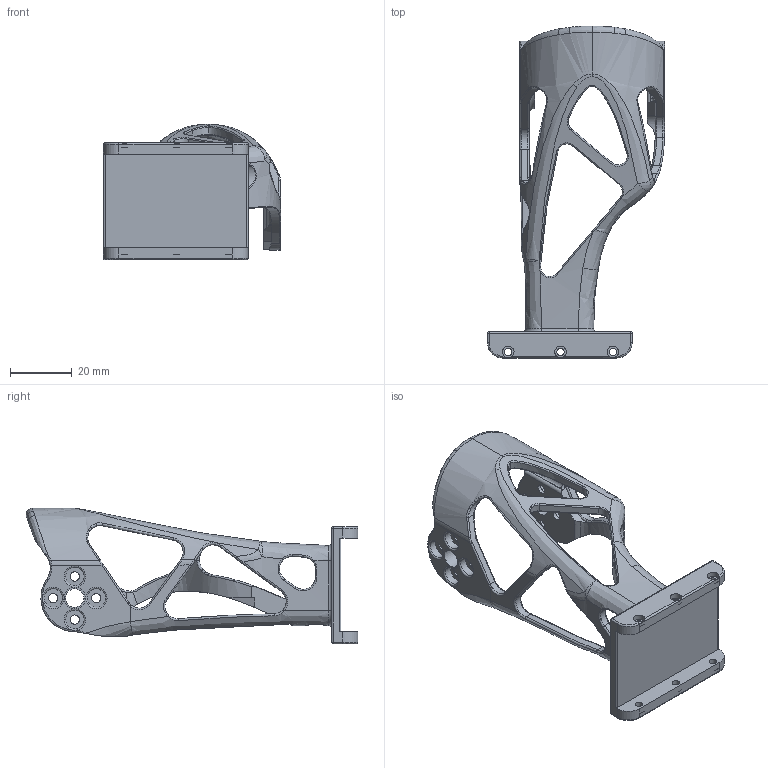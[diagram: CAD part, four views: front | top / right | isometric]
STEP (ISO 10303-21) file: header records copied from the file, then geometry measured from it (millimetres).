
FILE_DESCRIPTION(/* description */ (''),/* implementation_level */ '2;1');
FILE_NAME(/* name */ 'Prehenseur_fifty_fifty_avant bras gauche.step',/* time_stamp */ '2025-12-22T11:56:28+01:00',/* author */ (''),/* organization */ (''),/* preprocessor_version */ 'ST-DEVELOPER v20.1',/* originating_system */ 'Autodesk Translation Framework v14.21.0.0',/* authorisation */ '');
FILE_SCHEMA (('AUTOMOTIVE_DESIGN { 1 0 10303 214 3 1 1 }'));
Products named in the file (1): avant bras gauche
Bounding box: 57.5 x 107.76 x 43.98 mm (x, y, z)
Volume: 23769.5 mm3; surface area: 18950 mm2
Topology: 1 solids, 1 shells, 546 faces, 1533 edges, 968 vertices
Faces by surface type: bspline 321, cylinder 120, plane 66, torus 30, sphere 9
Full cylindrical faces by diameter (mm): 2.4 x6, 3 x8, 3.8 x6, 6 x10, 7 x1
Entity records: 35531 total; most frequent: CARTESIAN_POINT 23576, ORIENTED_EDGE 3050, DIRECTION 1817, EDGE_CURVE 1525, VERTEX_POINT 968, AXIS2_PLACEMENT_3D 777, B_SPLINE_CURVE_WITH_KNOTS 710, EDGE_LOOP 585
